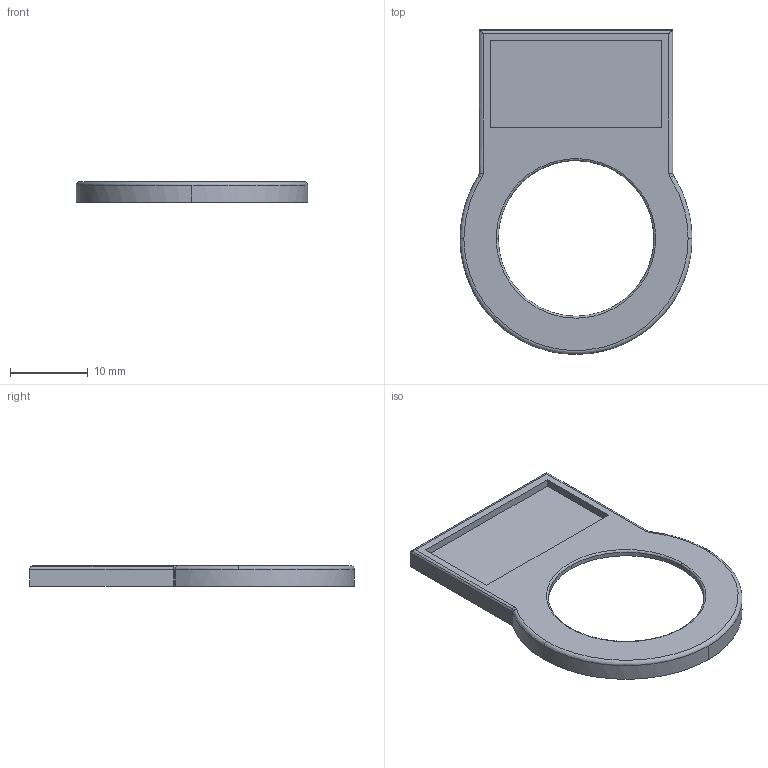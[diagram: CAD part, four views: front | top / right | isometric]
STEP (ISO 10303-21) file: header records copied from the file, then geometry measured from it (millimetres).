
FILE_DESCRIPTION((''),'2;1');
FILE_NAME( 'har_port_label_holder.stp','2011-08-03T00:52:25',('User'),('SDRC'),'I-DEAS Master Series 9','UNIX','Yes');
FILE_SCHEMA(('CONFIG_CONTROL_DESIGN', 'GEOMETRIC_VALIDATION_PROPERTIES_MIM','SHAPE_APPEARANCE_LAYER_MIM'));
Length unit declared in the file: millimetre
Bounding box: 29.9 x 41.88 x 2.65 mm (x, y, z)
Volume: 1147.3 mm3; surface area: 2052.8 mm2
Topology: 1 solids, 1 shells, 48 faces, 125 edges, 81 vertices
Faces by surface type: bspline 48
Entity records: 2684 total; most frequent: CARTESIAN_POINT 1877, ORIENTED_EDGE 250, EDGE_CURVE 125, VERTEX_POINT 81, EDGE_LOOP 52, FACE_OUTER_BOUND 48, ADVANCED_FACE 48, QUASI_UNIFORM_CURVE 45
